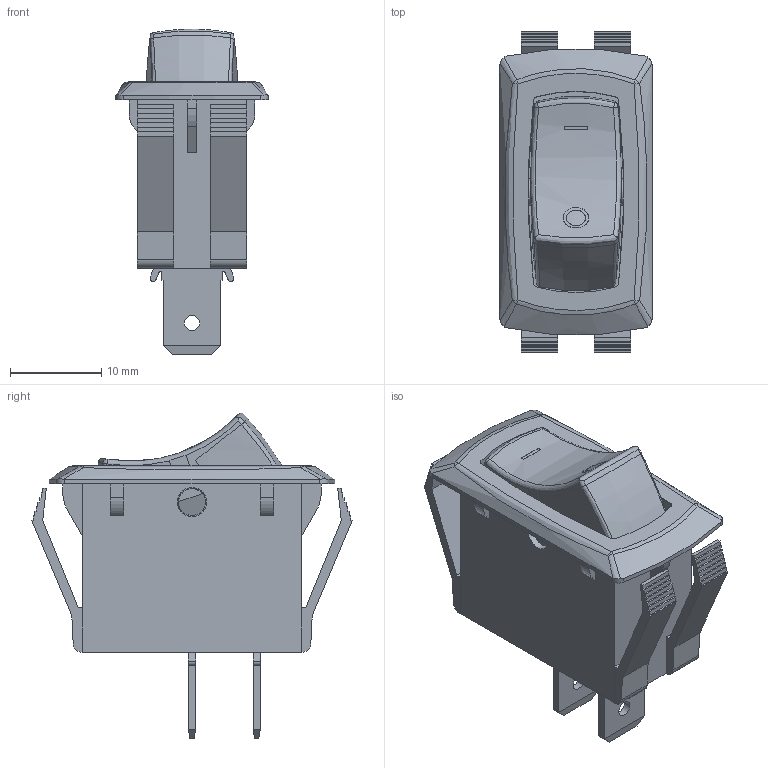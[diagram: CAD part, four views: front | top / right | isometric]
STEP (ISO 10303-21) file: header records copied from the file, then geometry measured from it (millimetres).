
FILE_DESCRIPTION(/* description */ (''),/* implementation_level */ '2;1');
FILE_NAME(/* name */ 'RSC141DxAxR.stp',/* time_stamp */ '2025-06-03T15:35:20-05:00',/* author */ ('mroman'),/* organization */ (''),/* preprocessor_version */ 'ST-DEVELOPER v18.1',/* originating_system */ 'Autodesk Inventor 2022',/* authorisation */ '');
FILE_SCHEMA (('AUTOMOTIVE_DESIGN { 1 0 10303 214 3 1 1 }'));
Length unit declared in the file: centimetre
Products named in the file (1): RSC141DxAxR
Bounding box: 16.7 x 35.2 x 35.77 mm (x, y, z)
Volume: 3579.8 mm3; surface area: 5755.3 mm2
Topology: 2 solids, 2 shells, 299 faces, 832 edges, 540 vertices
Faces by surface type: plane 196, cylinder 68, bspline 24, sphere 6, torus 5
Full cylindrical faces by diameter (mm): 1.7 x2, 2.95 x2, 3.2 x2
Entity records: 12276 total; most frequent: CARTESIAN_POINT 4770, ORIENTED_EDGE 1656, DIRECTION 1405, EDGE_CURVE 828, LINE 557, VECTOR 557, VERTEX_POINT 540, AXIS2_PLACEMENT_3D 424
